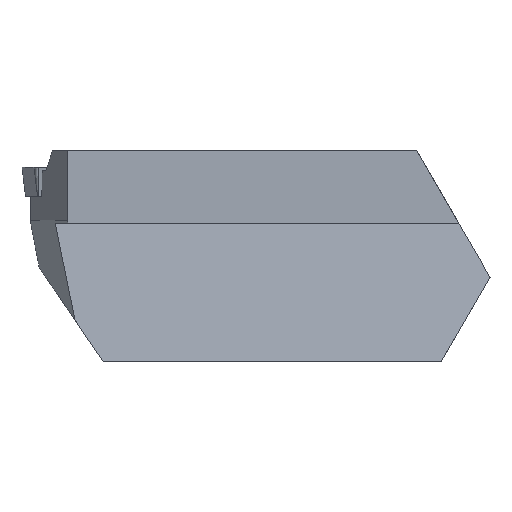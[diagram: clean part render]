
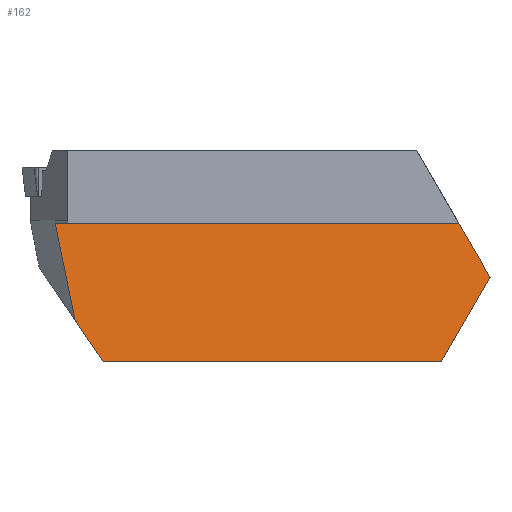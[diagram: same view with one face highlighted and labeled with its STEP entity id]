
A CAD part, top view. The second image highlights one B-rep face of the part: STEP entity #162.
In plain terms, the highlighted planar face has unit normal (0, 0.141, 0.99).
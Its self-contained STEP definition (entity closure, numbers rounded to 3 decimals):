
#162=ADVANCED_FACE('',(#230),#202,.F.);
#202=PLANE('',#868);
#230=FACE_OUTER_BOUND('',#260,.T.);
#260=EDGE_LOOP('',(#350,#351,#352,#353,#354,#355));
#350=ORIENTED_EDGE('',*,*,#591,.F.);
#351=ORIENTED_EDGE('',*,*,#597,.T.);
#352=ORIENTED_EDGE('',*,*,#598,.T.);
#353=ORIENTED_EDGE('',*,*,#599,.T.);
#354=ORIENTED_EDGE('',*,*,#600,.T.);
#355=ORIENTED_EDGE('',*,*,#601,.T.);
#516=VERTEX_POINT('',#1206);
#520=VERTEX_POINT('',#1213);
#524=VERTEX_POINT('',#1226);
#525=VERTEX_POINT('',#1228);
#526=VERTEX_POINT('',#1230);
#527=VERTEX_POINT('',#1232);
#591=EDGE_CURVE('',#520,#516,#681,.T.);
#597=EDGE_CURVE('',#520,#524,#686,.T.);
#598=EDGE_CURVE('',#524,#525,#687,.T.);
#599=EDGE_CURVE('',#525,#526,#688,.T.);
#600=EDGE_CURVE('',#526,#527,#689,.T.);
#601=EDGE_CURVE('',#527,#516,#690,.T.);
#681=LINE('',#1214,#752);
#686=LINE('',#1225,#757);
#687=LINE('',#1227,#758);
#688=LINE('',#1229,#759);
#689=LINE('',#1231,#760);
#690=LINE('',#1233,#761);
#752=VECTOR('',#979,1.);
#757=VECTOR('',#990,1.);
#758=VECTOR('',#991,1.);
#759=VECTOR('',#992,1.);
#760=VECTOR('',#993,1.);
#761=VECTOR('',#994,1.);
#868=AXIS2_PLACEMENT_3D('',#1234,#995,#996);
#979=DIRECTION('',(-0.555,0.823,-0.117));
#990=DIRECTION('',(1.,0.,0.));
#991=DIRECTION('',(0.496,0.86,-0.122));
#992=DIRECTION('',(-0.496,0.86,-0.122));
#993=DIRECTION('',(-1.,0.,0.));
#994=DIRECTION('',(0.198,-0.97,0.138));
#995=DIRECTION('',(0.,-0.141,-0.99));
#996=DIRECTION('',(0.,-0.99,0.141));
#1206=CARTESIAN_POINT('',(-66.054,-23.039,2.25));
#1213=CARTESIAN_POINT('',(-61.426,-29.9,3.224));
#1214=CARTESIAN_POINT('',(-65.767,-23.465,2.31));
#1225=CARTESIAN_POINT('',(-75.5,-29.9,3.224));
#1226=CARTESIAN_POINT('',(-6.037,-29.9,3.224));
#1227=CARTESIAN_POINT('',(-4.376,-27.022,2.815));
#1228=CARTESIAN_POINT('',(1.963,-16.044,1.256));
#1229=CARTESIAN_POINT('',(-11.085,6.555,-1.954));
#1230=CARTESIAN_POINT('',(-3.143,-7.2,0.));
#1231=CARTESIAN_POINT('',(-75.5,-7.2,0.));
#1232=CARTESIAN_POINT('',(-69.287,-7.2,0.));
#1233=CARTESIAN_POINT('',(-65.079,-27.815,2.928));
#1234=CARTESIAN_POINT('',(-75.5,-29.9,3.224));
